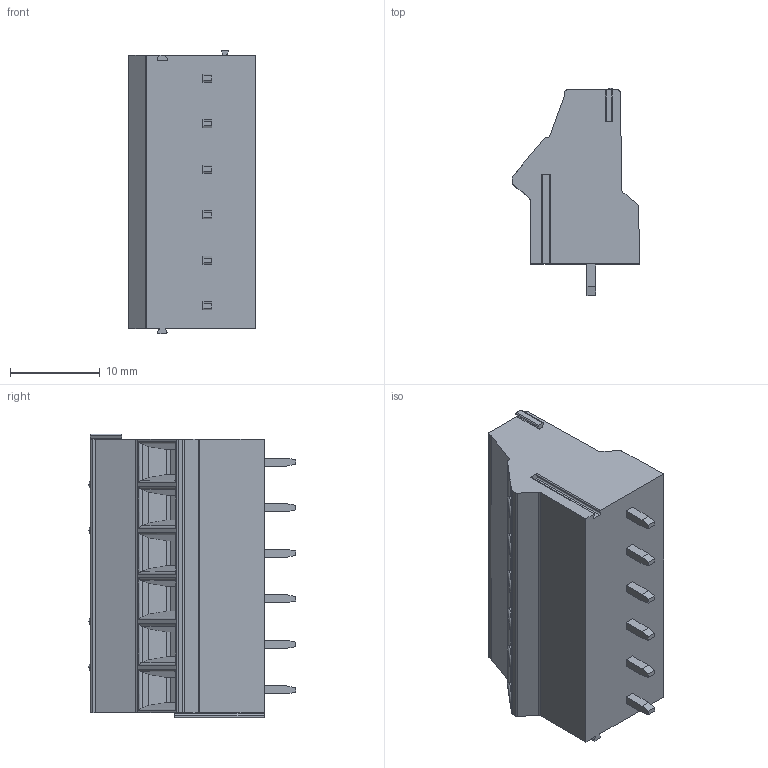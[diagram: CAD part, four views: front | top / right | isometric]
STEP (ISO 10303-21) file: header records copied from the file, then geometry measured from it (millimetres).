
FILE_DESCRIPTION((''),'2;1');
FILE_NAME('PRT0053','2025-01-17T',('yanfa'),(''),'PRO/ENGINEER BY PARAMETRIC TECHNOLOGY CORPORATION, 2009280','PRO/ENGINEER BY PARAMETRIC TECHNOLOGY CORPORATION, 2009280','');
FILE_SCHEMA(('AUTOMOTIVE_DESIGN_CC2 { 1 2 10303 214 -1 1 5 2 }'));
Length unit declared in the file: millimetre
Products named in the file (1): PRT0053
Bounding box: 14.25 x 23.1 x 31.64 mm (x, y, z)
Volume: 5596.2 mm3; surface area: 2889.3 mm2
Topology: 1 solids, 1 shells, 254 faces, 690 edges, 452 vertices
Faces by surface type: plane 168, cylinder 66, torus 12, sphere 8
Entity records: 8094 total; most frequent: CARTESIAN_POINT 1672, ORIENTED_EDGE 1364, DIRECTION 1278, EDGE_CURVE 682, VECTOR 474, LINE 474, VERTEX_POINT 452, AXIS2_PLACEMENT_3D 402
